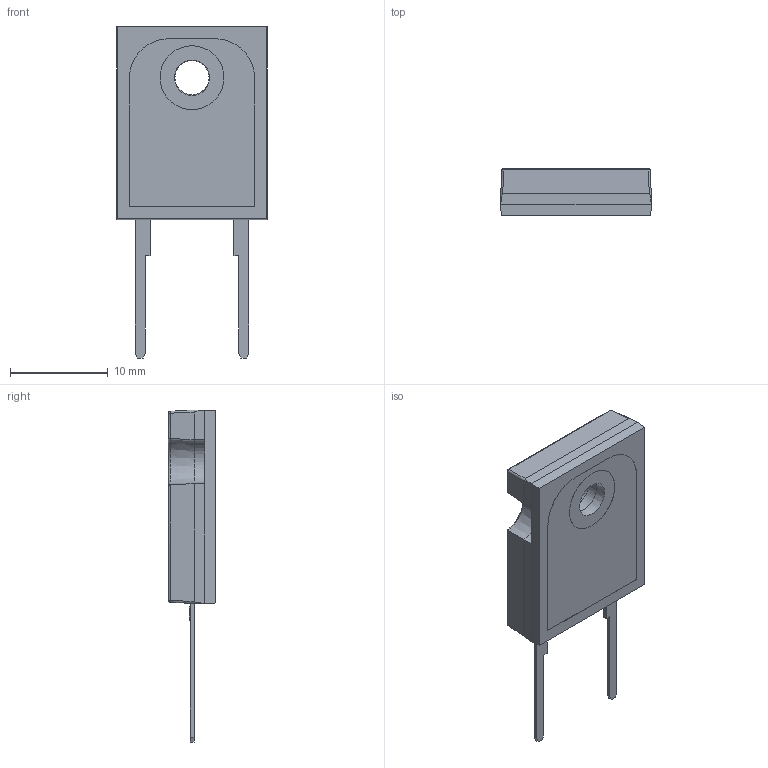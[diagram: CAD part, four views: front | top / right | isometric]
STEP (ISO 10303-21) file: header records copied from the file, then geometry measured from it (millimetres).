
FILE_DESCRIPTION(('FreeCAD Model'),'2;1');
FILE_NAME('parts/3DModels/AP101_3k_resistor/TIP 144_sp.step','2017-12-27T18:07:15',('kicad StepUp'),( 'ksu MCAD'),'Open CASCADE STEP processor 6.8','FreeCAD','Unknown');
FILE_SCHEMA(('AUTOMOTIVE_DESIGN_CC2 { 1 2 10303 214 -1 1 5 4 }'));
Length unit declared in the file: millimetre
Products named in the file (1): TIP_144_sp
Bounding box: 15.45 x 4.86 x 34.05 mm (x, y, z)
Volume: 1353 mm3; surface area: 1101.3 mm2
Topology: 3 solids, 3 shells, 180 faces, 460 edges, 300 vertices
Faces by surface type: plane 119, bspline 35, cylinder 16, sphere 4, cone 4, torus 2
Full cylindrical faces by diameter (mm): 3.5 x1, 6.557 x1
Entity records: 6939 total; most frequent: CARTESIAN_POINT 1524, ORIENTED_EDGE 920, DIRECTION 716, EDGE_CURVE 460, LINE 332, VECTOR 332, VERTEX_POINT 300, FACE_BOUND 196
